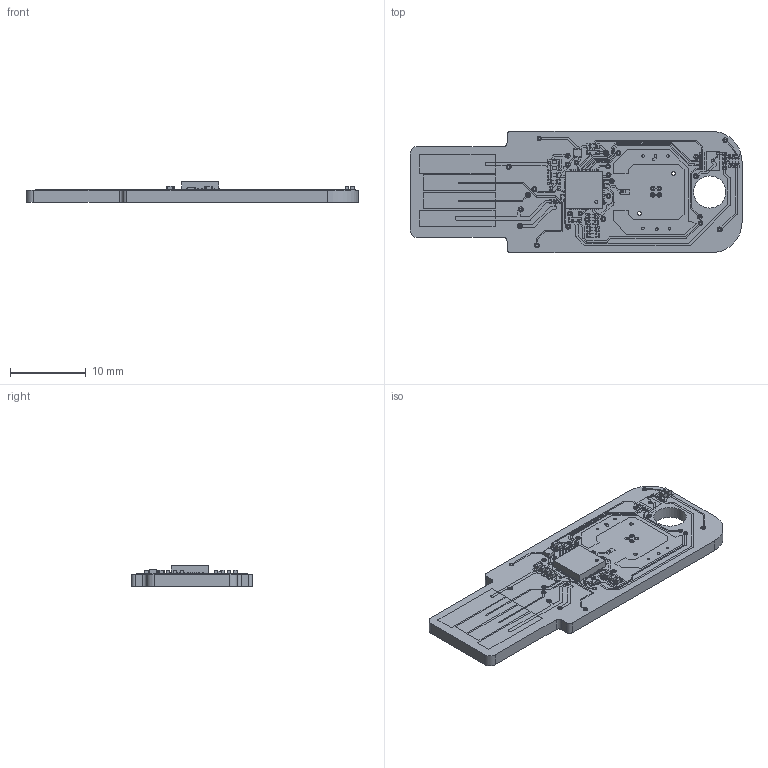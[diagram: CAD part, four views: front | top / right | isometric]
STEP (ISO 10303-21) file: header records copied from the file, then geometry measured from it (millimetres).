
FILE_DESCRIPTION(('FreeCAD Model'),'2;1');
FILE_NAME('Open CASCADE Shape Model','2023-10-26T12:49:13',(''),(''), 'Open CASCADE STEP processor 7.6','FreeCAD','Unknown');
FILE_SCHEMA(('AUTOMOTIVE_DESIGN { 1 0 10303 214 1 1 1 1 }'));
Length unit declared in the file: millimetre
Products named in the file (24): USB-A; Local_CS_8310; Board_Geoms_8310; Pcb_8310; PCB_Sketch_8310; topPads_8310_cut; topTracks_8310; topZones_8310; botPads_8310; botTracks_8310; Step_Virtual_Models_8310; TopV_8310; ST2_QFN-32-1EP_4x4mm_Pitch0.4mm_9cd5b752c08d; ST2_QFN_32_1EP_5x5mm_P05mm_EP31x31mm_9cd5b752c08d[2]; C3_C_0402_1005Metric_ac21eb5ec9bf; R1_R_0402_1005Metric_a143dbe89e92; L3_NCP114AMX330TCG007_558243f90cda; NCP114AMX330TCG; NCP114AMX330TCG001; NCP114AMX330TCG002; NCP114AMX330TCG003; NCP114AMX330TCG004; NCP114AMX330TCG005; NCP114AMX330TCG006
Assembly tree (34 placements, depth 5):
  USB-A
    Local_CS_8310
    Board_Geoms_8310
      Pcb_8310
      PCB_Sketch_8310
      topPads_8310_cut
      topTracks_8310
      topZones_8310
      botPads_8310
      botTracks_8310
    Step_Virtual_Models_8310
      TopV_8310
        ST2_QFN-32-1EP_4x4mm_Pitch0.4mm_9cd5b752c08d
        ST2_QFN_32_1EP_5x5mm_P05mm_EP31x31mm_9cd5b752c08d[2]
        C3_C_0402_1005Metric_ac21eb5ec9bf  x12
        R1_R_0402_1005Metric_a143dbe89e92
        L3_NCP114AMX330TCG007_558243f90cda
          NCP114AMX330TCG
          NCP114AMX330TCG001
          NCP114AMX330TCG002
          NCP114AMX330TCG003
          NCP114AMX330TCG004
          NCP114AMX330TCG005
          NCP114AMX330TCG006
Bounding box: 43.8 x 16 x 2.72 mm (x, y, z)
Volume: 1047.4 mm3; surface area: 1962.5 mm2
Topology: 23 solids, 244 shells, 1086 faces, 4609 edges, 3836 vertices
Faces by surface type: plane 885, cylinder 201
Full cylindrical faces by diameter (mm): 0.4 x1, 0.5 x3, 4.25 x1
Entity records: 45025 total; most frequent: CARTESIAN_POINT 7939, DIRECTION 6544, ORIENTED_EDGE 5371, EDGE_CURVE 3800, VERTEX_POINT 3275, LINE 2716, VECTOR 2716, AXIS2_PLACEMENT_3D 1914
